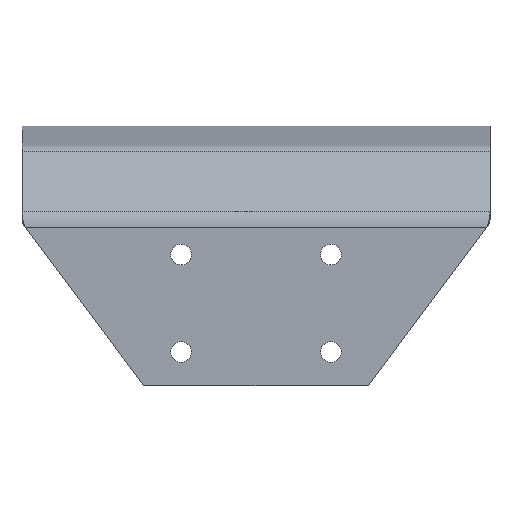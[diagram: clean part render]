
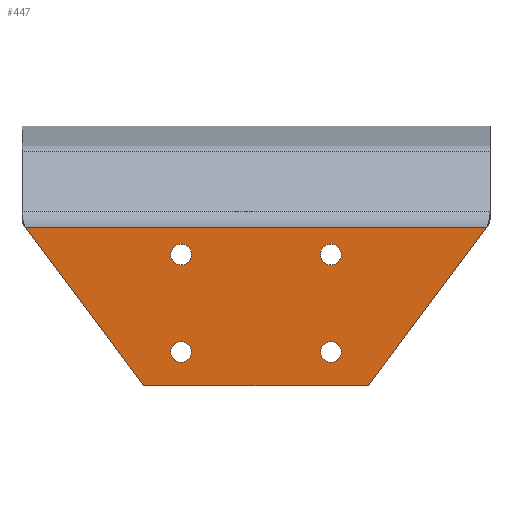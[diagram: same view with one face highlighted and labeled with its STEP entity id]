
A CAD part, front view. The second image highlights one B-rep face of the part: STEP entity #447.
In plain terms, the highlighted planar face has unit normal (0, -1, 0).
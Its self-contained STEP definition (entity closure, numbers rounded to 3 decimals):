
#26=FACE_BOUND('',#114,.T.);
#27=FACE_BOUND('',#115,.T.);
#28=FACE_BOUND('',#116,.T.);
#29=FACE_BOUND('',#117,.T.);
#54=CIRCLE('',#495,5.5);
#55=CIRCLE('',#497,5.5);
#56=CIRCLE('',#499,5.5);
#57=CIRCLE('',#501,5.5);
#83=FACE_OUTER_BOUND('',#113,.T.);
#113=EDGE_LOOP('',(#398,#399,#400,#401));
#114=EDGE_LOOP('',(#402));
#115=EDGE_LOOP('',(#403));
#116=EDGE_LOOP('',(#404));
#117=EDGE_LOOP('',(#405));
#145=LINE('',#755,#185);
#148=LINE('',#761,#188);
#151=LINE('',#776,#191);
#157=LINE('',#795,#197);
#185=VECTOR('',#571,10.);
#188=VECTOR('',#576,10.);
#191=VECTOR('',#591,10.);
#197=VECTOR('',#615,10.);
#216=VERTEX_POINT('',#710);
#218=VERTEX_POINT('',#743);
#221=VERTEX_POINT('',#759);
#227=VERTEX_POINT('',#775);
#228=VERTEX_POINT('',#779);
#229=VERTEX_POINT('',#783);
#230=VERTEX_POINT('',#787);
#231=VERTEX_POINT('',#791);
#269=EDGE_CURVE('',#218,#216,#145,.T.);
#272=EDGE_CURVE('',#221,#216,#148,.T.);
#279=EDGE_CURVE('',#218,#227,#151,.T.);
#282=EDGE_CURVE('',#228,#228,#54,.T.);
#284=EDGE_CURVE('',#229,#229,#55,.T.);
#286=EDGE_CURVE('',#230,#230,#56,.T.);
#288=EDGE_CURVE('',#231,#231,#57,.T.);
#289=EDGE_CURVE('',#227,#221,#157,.T.);
#398=ORIENTED_EDGE('',*,*,#269,.T.);
#399=ORIENTED_EDGE('',*,*,#272,.F.);
#400=ORIENTED_EDGE('',*,*,#289,.F.);
#401=ORIENTED_EDGE('',*,*,#279,.F.);
#402=ORIENTED_EDGE('',*,*,#282,.T.);
#403=ORIENTED_EDGE('',*,*,#284,.T.);
#404=ORIENTED_EDGE('',*,*,#286,.T.);
#405=ORIENTED_EDGE('',*,*,#288,.T.);
#421=PLANE('',#503);
#447=ADVANCED_FACE('',(#83,#26,#27,#28,#29),#421,.F.);
#495=AXIS2_PLACEMENT_3D('',#781,#596,#597);
#497=AXIS2_PLACEMENT_3D('',#785,#601,#602);
#499=AXIS2_PLACEMENT_3D('',#789,#606,#607);
#501=AXIS2_PLACEMENT_3D('',#793,#611,#612);
#503=AXIS2_PLACEMENT_3D('',#796,#616,#617);
#571=DIRECTION('',(-1.,0.,0.));
#576=DIRECTION('',(-0.599,0.,0.801));
#591=DIRECTION('',(-0.599,0.,-0.801));
#596=DIRECTION('center_axis',(0.,1.,0.));
#597=DIRECTION('ref_axis',(1.,0.,0.));
#601=DIRECTION('center_axis',(0.,1.,0.));
#602=DIRECTION('ref_axis',(1.,0.,0.));
#606=DIRECTION('center_axis',(0.,1.,0.));
#607=DIRECTION('ref_axis',(1.,0.,0.));
#611=DIRECTION('center_axis',(0.,1.,0.));
#612=DIRECTION('ref_axis',(1.,0.,0.));
#615=DIRECTION('',(-1.,0.,0.));
#616=DIRECTION('center_axis',(0.,1.,0.));
#617=DIRECTION('ref_axis',(0.,0.,1.));
#710=CARTESIAN_POINT('',(-123.143,-6.,-57.485));
#743=CARTESIAN_POINT('',(123.143,-6.,-57.485));
#755=CARTESIAN_POINT('',(61.572,-6.,-57.485));
#759=CARTESIAN_POINT('',(-60.,-6.,-142.));
#761=CARTESIAN_POINT('',(-125.,-6.,-55.));
#775=CARTESIAN_POINT('',(60.,-6.,-142.));
#776=CARTESIAN_POINT('',(60.,-6.,-142.));
#779=CARTESIAN_POINT('',(34.5,-6.,-123.9));
#781=CARTESIAN_POINT('Origin',(40.,-6.,-123.9));
#783=CARTESIAN_POINT('',(34.5,-6.,-71.9));
#785=CARTESIAN_POINT('Origin',(40.,-6.,-71.9));
#787=CARTESIAN_POINT('',(-45.5,-6.,-123.9));
#789=CARTESIAN_POINT('Origin',(-40.,-6.,-123.9));
#791=CARTESIAN_POINT('',(-45.5,-6.,-71.9));
#793=CARTESIAN_POINT('Origin',(-40.,-6.,-71.9));
#795=CARTESIAN_POINT('',(-60.,-6.,-142.));
#796=CARTESIAN_POINT('Origin',(0.,-6.,-88.87));
